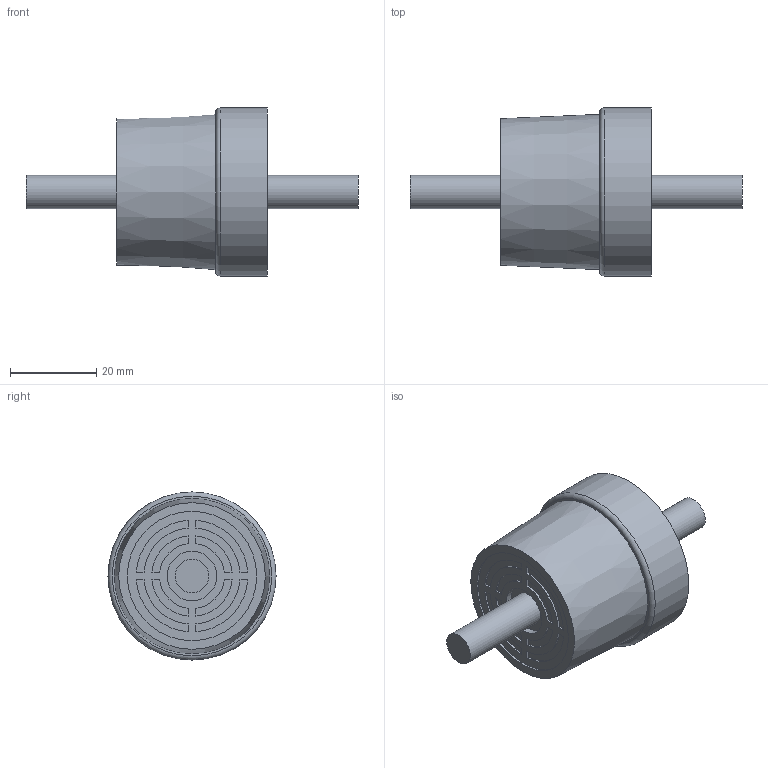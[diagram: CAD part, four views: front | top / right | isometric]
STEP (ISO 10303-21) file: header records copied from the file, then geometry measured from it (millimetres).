
FILE_DESCRIPTION(/* description */ (''),/* implementation_level */ '2;1');
FILE_NAME(/* name */ 'PR7-M8-35.stp',/* time_stamp */ '2024-04-04T09:12:35+09:00',/* author */ ('user'),/* organization */ (''),/* preprocessor_version */ 'ST-DEVELOPER v15.6',/* originating_system */ 'Autodesk Inventor 2015',/* authorisation */ '');
FILE_SCHEMA (('AUTOMOTIVE_DESIGN { 1 0 10303 214 3 1 1 }'));
Length unit declared in the file: millimetre
Products named in the file (1): PR7-M8-35
Bounding box: 77 x 39 x 39 mm (x, y, z)
Volume: 37486.8 mm3; surface area: 7900.7 mm2
Topology: 1 solids, 1 shells, 96 faces, 217 edges, 145 vertices
Faces by surface type: plane 56, cylinder 38, torus 1, cone 1
Full cylindrical faces by diameter (mm): 7.75 x2, 11.5 x1, 13.5 x1, 30 x1, 39 x1
Entity records: 2674 total; most frequent: DIRECTION 480, CARTESIAN_POINT 447, ORIENTED_EDGE 414, EDGE_CURVE 207, AXIS2_PLACEMENT_3D 176, VERTEX_POINT 143, LINE 128, VECTOR 128
